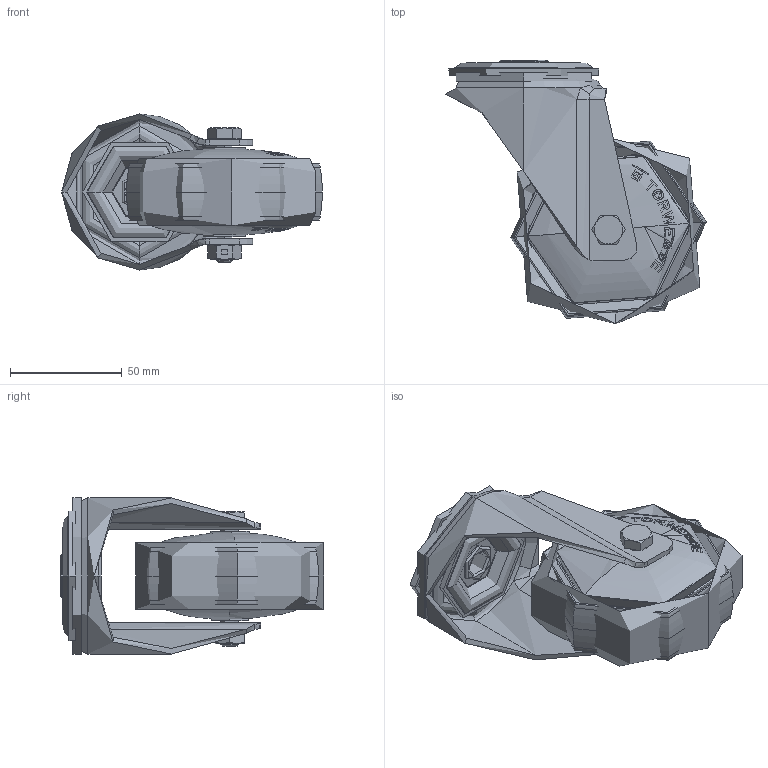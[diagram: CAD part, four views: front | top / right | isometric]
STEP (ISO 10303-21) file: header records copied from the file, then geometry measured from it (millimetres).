
FILE_DESCRIPTION (( 'STEP AP214' ), '1' );
FILE_NAME ('0055769.step', '2023-11-06T09:51:29', ( '' ), ( '' ), 'SwSTEP 2.0', 'SolidWorks 2020', '' );
FILE_SCHEMA (( 'AUTOMOTIVE_DESIGN' ));
Length unit declared in the file: millimetre
Products named in the file (1): 0055769
Bounding box: 116.86 x 118.12 x 70 mm (x, y, z)
Volume: 217319.2 mm3; surface area: 122852.2 mm2
Topology: 12 solids, 13 shells, 744 faces, 1768 edges, 1093 vertices
Faces by surface type: bspline 312, torus 172, cylinder 89, cone 88, plane 83
Entity records: 44405 total; most frequent: CARTESIAN_POINT 21371, ORIENTED_EDGE 3536, DIRECTION 2193, EDGE_CURVE 1768, VERTEX_POINT 1093, AXIS2_PLACEMENT_3D 981, B_SPLINE_CURVE_WITH_KNOTS 978, EDGE_LOOP 815
